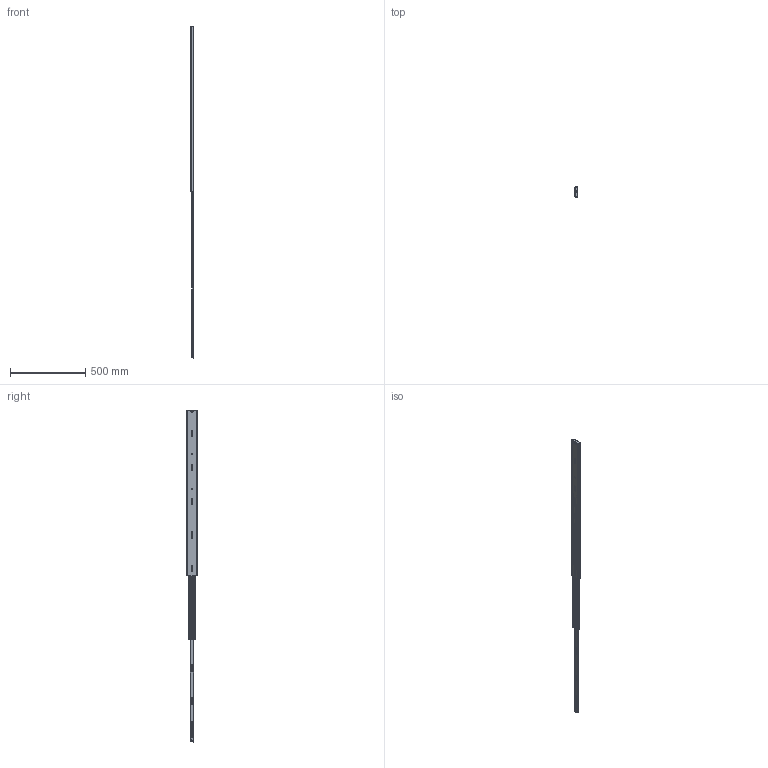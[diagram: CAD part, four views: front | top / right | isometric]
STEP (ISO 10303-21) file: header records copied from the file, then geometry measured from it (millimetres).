
FILE_DESCRIPTION(/* description */ ('Vollauszug Serie 070 1100x1100'),/* implementation_level */ '2;1');
FILE_NAME(/* name */ '07000068008.stp',/* time_stamp */ '2020-06-18T13:48:27+02:00',/* author */ ('Dennis Bruder'),/* organization */ (''),/* preprocessor_version */ 'ST-DEVELOPER v18',/* originating_system */ 'Autodesk Inventor 2020',/* authorisation */ '');
FILE_SCHEMA (('AUTOMOTIVE_DESIGN { 1 0 10303 214 3 1 1 }'));
Products named in the file (1): 07000068008
Bounding box: 18.6 x 69.3 x 2200 mm (x, y, z)
Volume: 569474 mm3; surface area: 683956 mm2
Topology: 155 solids, 155 shells, 6051 faces, 18184 edges, 12053 vertices
Faces by surface type: plane 2927, cylinder 2435, sphere 375, cone 194, torus 98, bspline 22
Full cylindrical faces by diameter (mm): 3.5 x2, 4 x1, 4.5 x5, 4.7 x5, 5 x2, 5.1 x2, 5.9 x2, 6 x2, 7.8 x8, 8 x2, 8.2 x1, 9 x4, 9.6 x4, 14 x1
Entity records: 223325 total; most frequent: CARTESIAN_POINT 51045, ORIENTED_EDGE 35770, DIRECTION 34716, EDGE_CURVE 17885, AXIS2_PLACEMENT_3D 12091, VERTEX_POINT 12053, LINE 10534, VECTOR 10534
